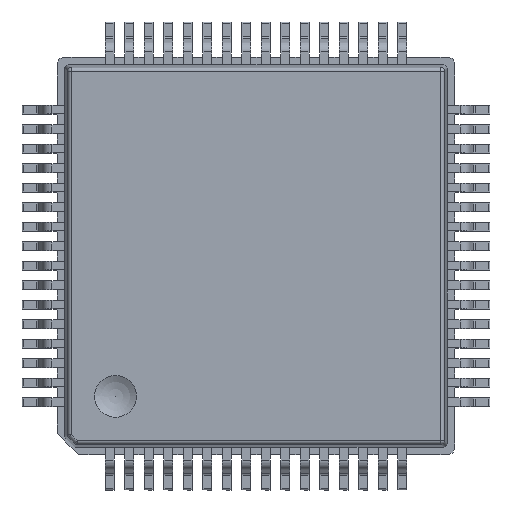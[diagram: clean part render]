
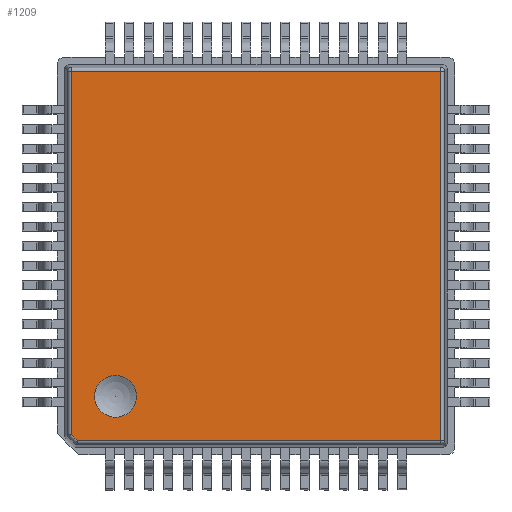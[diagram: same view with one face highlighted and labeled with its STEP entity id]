
A CAD part, top view. The second image highlights one B-rep face of the part: STEP entity #1209.
In plain terms, the highlighted planar face has unit normal (0, 0, 1).
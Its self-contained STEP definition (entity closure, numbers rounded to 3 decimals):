
#1209=ADVANCED_FACE('',(#2275,#2276),#2277,.T.);
#2275=FACE_BOUND('',#3290,.T.);
#2276=FACE_OUTER_BOUND('',#3291,.T.);
#2277=PLANE('',#3292);
#3290=EDGE_LOOP('',(#6240));
#3291=EDGE_LOOP('',(#6241,#6242,#6243,#6244,#6245));
#3292=AXIS2_PLACEMENT_3D('',#6246,#6247,#6248);
#6240=ORIENTED_EDGE('',*,*,#7728,.F.);
#6241=ORIENTED_EDGE('',*,*,#7695,.T.);
#6242=ORIENTED_EDGE('',*,*,#7709,.T.);
#6243=ORIENTED_EDGE('',*,*,#7724,.T.);
#6244=ORIENTED_EDGE('',*,*,#7712,.T.);
#6245=ORIENTED_EDGE('',*,*,#7698,.T.);
#6246=CARTESIAN_POINT('',(-4.9,-4.9,0.625));
#6247=DIRECTION('',(0.0,0.0,1.0));
#6248=DIRECTION('',(1.0,0.0,0.0));
#7695=EDGE_CURVE('',#9503,#9507,#9509,.F.);
#7698=EDGE_CURVE('',#9511,#9503,#9513,.F.);
#7709=EDGE_CURVE('',#9507,#9523,#9525,.F.);
#7712=EDGE_CURVE('',#9527,#9511,#9529,.F.);
#7724=EDGE_CURVE('',#9523,#9527,#9541,.F.);
#7728=EDGE_CURVE('',#9545,#9545,#9546,.T.);
#9503=VERTEX_POINT('',#12182);
#9507=VERTEX_POINT('',#12186);
#9509=LINE('',#12188,#12189);
#9511=VERTEX_POINT('',#12191);
#9513=LINE('',#12193,#12194);
#9523=VERTEX_POINT('',#12204);
#9525=LINE('',#12206,#12207);
#9527=VERTEX_POINT('',#12209);
#9529=LINE('',#12211,#12212);
#9541=LINE('',#12224,#12225);
#9545=VERTEX_POINT('',#12229);
#9546=CIRCLE('',#12230,0.537);
#12182=CARTESIAN_POINT('',(4.735,-4.735,0.625));
#12186=CARTESIAN_POINT('',(4.735,4.735,0.625));
#12188=CARTESIAN_POINT('',(4.735,4.823,0.625));
#12189=VECTOR('',#13319,1.0);
#12191=CARTESIAN_POINT('',(-4.582,-4.735,0.625));
#12193=CARTESIAN_POINT('',(4.823,-4.735,0.625));
#12194=VECTOR('',#13323,1.0);
#12204=CARTESIAN_POINT('',(-4.735,4.735,0.625));
#12206=CARTESIAN_POINT('',(-4.823,4.735,0.625));
#12207=VECTOR('',#13342,1.0);
#12209=CARTESIAN_POINT('',(-4.735,-4.582,0.625));
#12211=CARTESIAN_POINT('',(-4.556,-4.761,0.625));
#12212=VECTOR('',#13346,1.0);
#12224=CARTESIAN_POINT('',(-4.735,-4.618,0.625));
#12225=VECTOR('',#13365,1.0);
#12229=CARTESIAN_POINT('',(-3.063,-3.6,0.625));
#12230=AXIS2_PLACEMENT_3D('',#13369,#13370,#13371);
#13319=DIRECTION('',(0.0,-1.0,0.0));
#13323=DIRECTION('',(-1.0,0.0,0.0));
#13342=DIRECTION('',(1.0,0.0,0.0));
#13346=DIRECTION('',(-0.707,0.707,0.0));
#13365=DIRECTION('',(0.0,1.0,0.0));
#13369=CARTESIAN_POINT('',(-3.6,-3.6,0.625));
#13370=DIRECTION('',(0.0,0.0,1.0));
#13371=DIRECTION('',(1.0,0.0,0.0));
